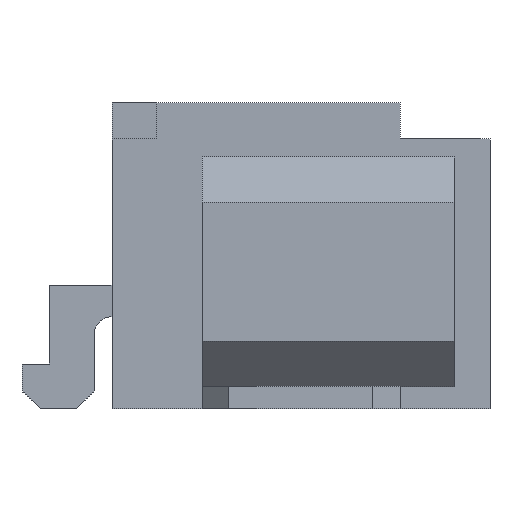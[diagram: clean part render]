
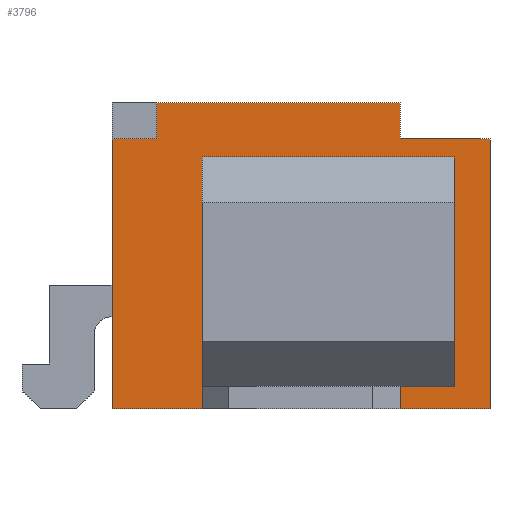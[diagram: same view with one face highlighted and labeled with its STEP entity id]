
A CAD part, left-side view. The second image highlights one B-rep face of the part: STEP entity #3796.
In plain terms, the highlighted planar face has unit normal (-1, 0, 0).
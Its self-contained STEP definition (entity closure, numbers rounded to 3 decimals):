
#57=FACE_BOUND('',#313,.T.);
#108=FACE_OUTER_BOUND('',#312,.T.);
#312=EDGE_LOOP('',(#2695,#2696,#2697,#2698,#2699,#2700,#2701,#2702));
#313=EDGE_LOOP('',(#2703,#2704,#2705,#2706,#2707,#2708,#2709,#2710,#2711,
#2712));
#541=LINE('',#5284,#1040);
#561=LINE('',#5322,#1060);
#629=LINE('',#5453,#1128);
#688=LINE('',#5583,#1187);
#691=LINE('',#5589,#1190);
#692=LINE('',#5591,#1191);
#693=LINE('',#5593,#1192);
#694=LINE('',#5594,#1193);
#695=LINE('',#5597,#1194);
#696=LINE('',#5599,#1195);
#697=LINE('',#5601,#1196);
#698=LINE('',#5603,#1197);
#699=LINE('',#5605,#1198);
#700=LINE('',#5607,#1199);
#701=LINE('',#5609,#1200);
#702=LINE('',#5611,#1201);
#703=LINE('',#5613,#1202);
#704=LINE('',#5614,#1203);
#1040=VECTOR('',#4287,1.);
#1060=VECTOR('',#4335,1.);
#1128=VECTOR('',#4411,1.);
#1187=VECTOR('',#4516,1.);
#1190=VECTOR('',#4523,1.);
#1191=VECTOR('',#4526,1.);
#1192=VECTOR('',#4527,1.);
#1193=VECTOR('',#4528,1.);
#1194=VECTOR('',#4529,1.);
#1195=VECTOR('',#4530,1.);
#1196=VECTOR('',#4531,1.);
#1197=VECTOR('',#4532,1.);
#1198=VECTOR('',#4533,1.);
#1199=VECTOR('',#4534,1.);
#1200=VECTOR('',#4535,1.);
#1201=VECTOR('',#4536,1.);
#1202=VECTOR('',#4537,1.);
#1203=VECTOR('',#4538,1.);
#1527=VERTEX_POINT('',#5281);
#1528=VERTEX_POINT('',#5283);
#1531=VERTEX_POINT('',#5319);
#1532=VERTEX_POINT('',#5321);
#1590=VERTEX_POINT('',#5450);
#1591=VERTEX_POINT('',#5452);
#1640=VERTEX_POINT('',#5587);
#1641=VERTEX_POINT('',#5592);
#1642=VERTEX_POINT('',#5595);
#1643=VERTEX_POINT('',#5596);
#1644=VERTEX_POINT('',#5598);
#1645=VERTEX_POINT('',#5600);
#1646=VERTEX_POINT('',#5602);
#1647=VERTEX_POINT('',#5604);
#1648=VERTEX_POINT('',#5606);
#1649=VERTEX_POINT('',#5608);
#1650=VERTEX_POINT('',#5610);
#1651=VERTEX_POINT('',#5612);
#1879=EDGE_CURVE('',#1528,#1527,#541,.T.);
#1899=EDGE_CURVE('',#1531,#1532,#561,.T.);
#1967=EDGE_CURVE('',#1590,#1591,#629,.T.);
#2033=EDGE_CURVE('',#1531,#1528,#688,.T.);
#2036=EDGE_CURVE('',#1527,#1640,#691,.T.);
#2037=EDGE_CURVE('',#1591,#1640,#692,.T.);
#2038=EDGE_CURVE('',#1590,#1641,#693,.T.);
#2039=EDGE_CURVE('',#1532,#1641,#694,.T.);
#2040=EDGE_CURVE('',#1642,#1643,#695,.T.);
#2041=EDGE_CURVE('',#1643,#1644,#696,.T.);
#2042=EDGE_CURVE('',#1645,#1644,#697,.T.);
#2043=EDGE_CURVE('',#1646,#1645,#698,.T.);
#2044=EDGE_CURVE('',#1647,#1646,#699,.T.);
#2045=EDGE_CURVE('',#1648,#1647,#700,.T.);
#2046=EDGE_CURVE('',#1648,#1649,#701,.T.);
#2047=EDGE_CURVE('',#1650,#1649,#702,.T.);
#2048=EDGE_CURVE('',#1651,#1650,#703,.T.);
#2049=EDGE_CURVE('',#1642,#1651,#704,.T.);
#2695=ORIENTED_EDGE('',*,*,#2033,.T.);
#2696=ORIENTED_EDGE('',*,*,#1879,.T.);
#2697=ORIENTED_EDGE('',*,*,#2036,.T.);
#2698=ORIENTED_EDGE('',*,*,#2037,.F.);
#2699=ORIENTED_EDGE('',*,*,#1967,.F.);
#2700=ORIENTED_EDGE('',*,*,#2038,.T.);
#2701=ORIENTED_EDGE('',*,*,#2039,.F.);
#2702=ORIENTED_EDGE('',*,*,#1899,.F.);
#2703=ORIENTED_EDGE('',*,*,#2040,.T.);
#2704=ORIENTED_EDGE('',*,*,#2041,.T.);
#2705=ORIENTED_EDGE('',*,*,#2042,.F.);
#2706=ORIENTED_EDGE('',*,*,#2043,.F.);
#2707=ORIENTED_EDGE('',*,*,#2044,.F.);
#2708=ORIENTED_EDGE('',*,*,#2045,.F.);
#2709=ORIENTED_EDGE('',*,*,#2046,.T.);
#2710=ORIENTED_EDGE('',*,*,#2047,.F.);
#2711=ORIENTED_EDGE('',*,*,#2048,.F.);
#2712=ORIENTED_EDGE('',*,*,#2049,.F.);
#3413=PLANE('',#4012);
#3796=ADVANCED_FACE('',(#108,#57),#3413,.F.);
#4012=AXIS2_PLACEMENT_3D('',#5590,#4524,#4525);
#4287=DIRECTION('',(0.,0.,1.));
#4335=DIRECTION('',(0.,0.,1.));
#4411=DIRECTION('',(0.,-1.,0.));
#4516=DIRECTION('',(0.,-1.,0.));
#4523=DIRECTION('',(0.,1.,0.));
#4524=DIRECTION('center_axis',(1.,0.,0.));
#4525=DIRECTION('ref_axis',(0.,-1.,0.));
#4526=DIRECTION('',(0.,0.,-1.));
#4527=DIRECTION('',(0.,0.,-1.));
#4528=DIRECTION('',(0.,-1.,0.));
#4529=DIRECTION('',(0.,-1.,0.));
#4530=DIRECTION('',(0.,0.,-1.));
#4531=DIRECTION('',(0.,-1.,0.));
#4532=DIRECTION('',(0.,0.,-1.));
#4533=DIRECTION('',(0.,-1.,0.));
#4534=DIRECTION('',(0.,0.,-1.));
#4535=DIRECTION('',(0.,-1.,0.));
#4536=DIRECTION('',(0.,0.,-1.));
#4537=DIRECTION('',(0.,-1.,0.));
#4538=DIRECTION('',(0.,0.,-1.));
#5281=CARTESIAN_POINT('',(-3.375,-2.6,3.));
#5283=CARTESIAN_POINT('',(-3.375,-2.6,0.));
#5284=CARTESIAN_POINT('',(-3.375,-2.6,0.));
#5319=CARTESIAN_POINT('',(-3.375,1.6,0.));
#5321=CARTESIAN_POINT('',(-3.375,1.6,3.));
#5322=CARTESIAN_POINT('',(-3.375,1.6,0.));
#5450=CARTESIAN_POINT('',(-3.375,1.1,3.4));
#5452=CARTESIAN_POINT('',(-3.375,-1.6,3.4));
#5453=CARTESIAN_POINT('',(-3.375,1.6,3.4));
#5583=CARTESIAN_POINT('',(-3.375,1.6,0.));
#5587=CARTESIAN_POINT('',(-3.375,-1.6,3.));
#5589=CARTESIAN_POINT('',(-3.375,-2.6,3.));
#5590=CARTESIAN_POINT('Origin',(-3.375,1.6,0.));
#5591=CARTESIAN_POINT('',(-3.375,-1.6,3.4));
#5592=CARTESIAN_POINT('',(-3.375,1.1,3.));
#5593=CARTESIAN_POINT('',(-3.375,1.1,3.4));
#5594=CARTESIAN_POINT('',(-3.375,1.6,3.));
#5595=CARTESIAN_POINT('',(-3.375,0.6,2.8));
#5596=CARTESIAN_POINT('',(-3.375,-2.2,2.8));
#5597=CARTESIAN_POINT('',(-3.375,0.6,2.8));
#5598=CARTESIAN_POINT('',(-3.375,-2.2,0.25));
#5599=CARTESIAN_POINT('',(-3.375,-2.2,2.8));
#5600=CARTESIAN_POINT('',(-3.375,-1.6,0.25));
#5601=CARTESIAN_POINT('',(-3.375,0.6,0.25));
#5602=CARTESIAN_POINT('',(-3.375,-1.6,0.35));
#5603=CARTESIAN_POINT('',(-3.375,-1.6,1.6));
#5604=CARTESIAN_POINT('',(-3.375,0.6,0.35));
#5605=CARTESIAN_POINT('',(-3.375,0.6,0.35));
#5606=CARTESIAN_POINT('',(-3.375,0.6,1.25));
#5607=CARTESIAN_POINT('',(-3.375,0.6,1.25));
#5608=CARTESIAN_POINT('',(-3.375,-1.6,1.25));
#5609=CARTESIAN_POINT('',(-3.375,0.6,1.25));
#5610=CARTESIAN_POINT('',(-3.375,-1.6,1.6));
#5611=CARTESIAN_POINT('',(-3.375,-1.6,1.6));
#5612=CARTESIAN_POINT('',(-3.375,0.6,1.6));
#5613=CARTESIAN_POINT('',(-3.375,0.6,1.6));
#5614=CARTESIAN_POINT('',(-3.375,0.6,2.8));
